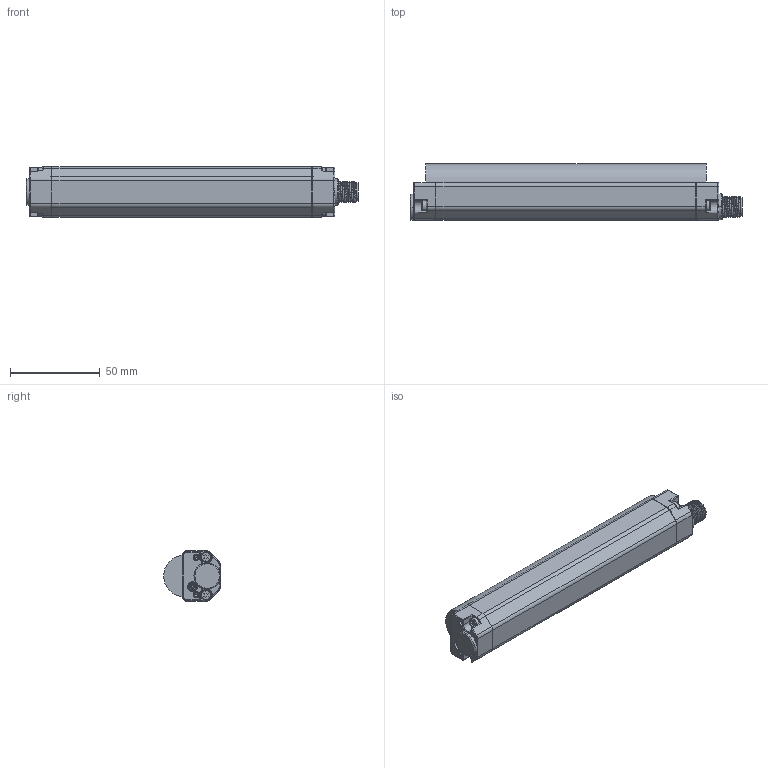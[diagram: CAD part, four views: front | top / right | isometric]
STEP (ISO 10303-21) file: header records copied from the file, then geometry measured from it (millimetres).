
FILE_DESCRIPTION((''),'2;1');
FILE_NAME('210192_ASM','2019-02-28T15:42:19',('pdmadmin'),('BANNER ENGINEERING'),'CREO PARAMETRIC BY PTC INC, 2018300','CREO PARAMETRIC BY PTC INC, 2018300','');
FILE_SCHEMA(('CONFIG_CONTROL_DESIGN'));
Products named in the file (14): 154026_AF0; 156544_AF0; 08427_AF0; 175710; 175711; 174499; WLS28-2_174500_AF0_ASM; 155834_AF1; 175604_AF0_ASM; 166154_AF0; 156546; 157628; 47678; 210192_ASM
Assembly tree (16 placements, depth 4):
  210192_ASM
    154026_AF0
    175604_AF0_ASM
      156544_AF0
      WLS28-2_174500_AF0_ASM
        08427_AF0
        175710
        175711
        174499
      155834_AF1
    166154_AF0
    156546
    157628
    47678  x4
Bounding box: 185.32 x 31.57 x 28 mm (x, y, z)
Volume: 52194.9 mm3; surface area: 39419.2 mm2
Topology: 14 solids, 19 shells, 808 faces, 1985 edges, 1231 vertices
Faces by surface type: cylinder 270, plane 257, cone 126, torus 68, bspline 65, sphere 20, extrusion 2
Entity records: 34134 total; most frequent: CARTESIAN_POINT 16489, DIRECTION 3774, ORIENTED_EDGE 3598, EDGE_CURVE 1809, AXIS2_PLACEMENT_3D 1510, VERTEX_POINT 1123, CIRCLE 800, EDGE_LOOP 778
